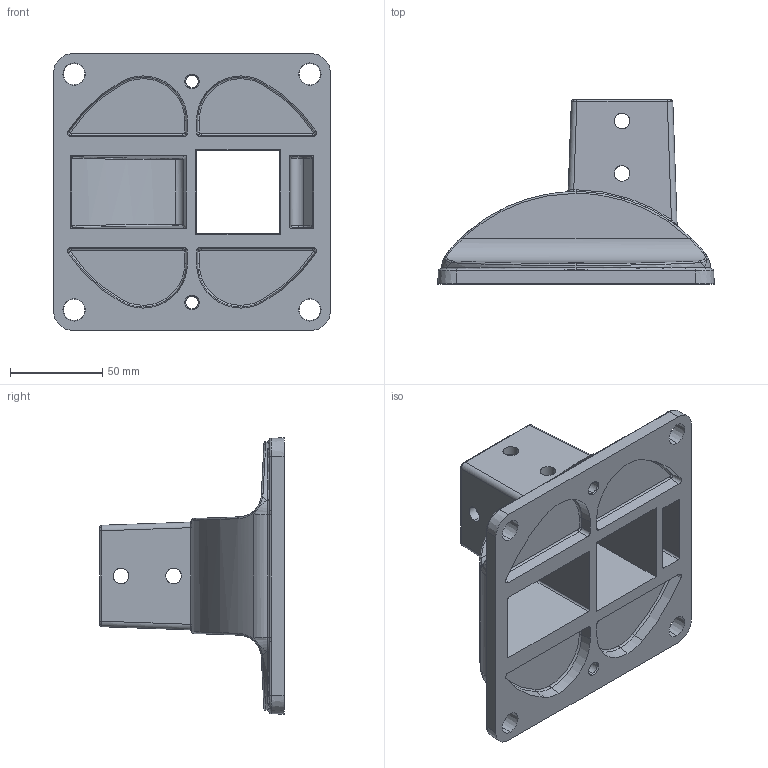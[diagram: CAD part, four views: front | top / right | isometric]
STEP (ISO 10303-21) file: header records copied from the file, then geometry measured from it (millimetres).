
FILE_DESCRIPTION(('STEP AP214'),'1');
FILE_NAME('fath_098g45150a.stp','2017-05-23T06:14:18',('TraceParts'),('TraceParts S.A.'),'Spatial InterOp 3D',' ',' ');
FILE_SCHEMA(('automotive_design'));
Length unit declared in the file: millimetre
Products named in the file (1): fath_098g45150a
Bounding box: 150 x 100 x 150 mm (x, y, z)
Volume: 336255.6 mm3; surface area: 97696.3 mm2
Topology: 1 solids, 1 shells, 259 faces, 618 edges, 368 vertices
Faces by surface type: bspline 74, cylinder 73, plane 48, cone 36, torus 24, sphere 4
Entity records: 11857 total; most frequent: CARTESIAN_POINT 4362, ORIENTED_EDGE 1236, DIRECTION 1012, EDGE_CURVE 618, AXIS2_PLACEMENT_3D 406, VERTEX_POINT 368, EDGE_LOOP 296, STYLED_ITEM 260
